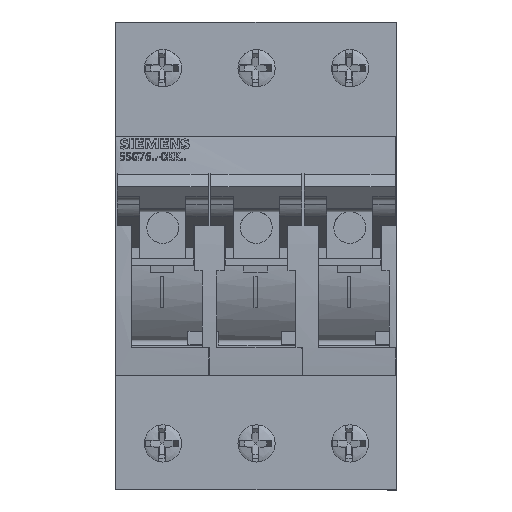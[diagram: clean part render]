
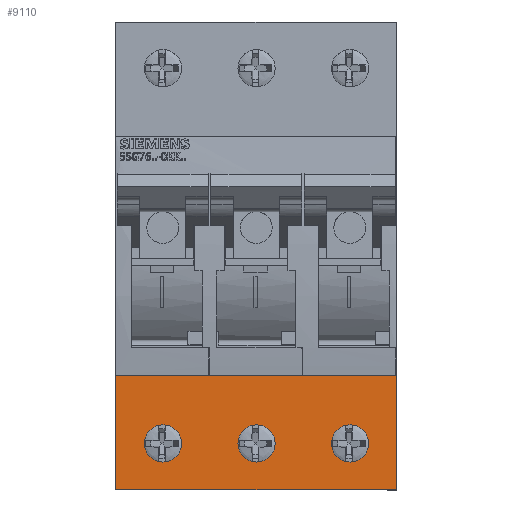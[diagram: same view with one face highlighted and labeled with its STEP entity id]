
A CAD part, top view. The second image highlights one B-rep face of the part: STEP entity #9110.
In plain terms, the highlighted planar face has unit normal (0, 0, 1).
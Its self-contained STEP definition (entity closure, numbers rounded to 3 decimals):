
#1217=FACE_BOUND('',#12836,.T.);
#1218=FACE_BOUND('',#12837,.T.);
#1219=FACE_BOUND('',#12838,.T.);
#1220=FACE_BOUND('',#12839,.T.);
#1293=CIRCLE('',#27349,3.5);
#1637=CIRCLE('',#28317,3.5);
#1831=CIRCLE('',#29022,3.5);
#1832=CIRCLE('',#29024,3.5);
#1833=CIRCLE('',#29025,3.5);
#1834=CIRCLE('',#29026,3.5);
#2304=LINE('',#37556,#5188);
#4745=LINE('',#43611,#7629);
#4889=LINE('',#44278,#7773);
#4971=LINE('',#45159,#7863);
#5188=VECTOR('',#29596,1.);
#7629=VECTOR('',#35109,1.);
#7773=VECTOR('',#35401,1.);
#7863=VECTOR('',#35747,1.);
#9110=ADVANCED_FACE('4567',(#1217,#1218,#1219,#1220),#10250,.T.);
#10250=PLANE('',#29027);
#12836=EDGE_LOOP('',(#20198,#20199));
#12837=EDGE_LOOP('',(#20200,#20201));
#12838=EDGE_LOOP('',(#20202,#20203));
#12839=EDGE_LOOP('',(#20204,#20205,#20206,#20207));
#20198=ORIENTED_EDGE('',*,*,#25545,.F.);
#20199=ORIENTED_EDGE('',*,*,#26841,.F.);
#20200=ORIENTED_EDGE('',*,*,#23648,.F.);
#20201=ORIENTED_EDGE('',*,*,#26842,.F.);
#20202=ORIENTED_EDGE('',*,*,#26843,.F.);
#20203=ORIENTED_EDGE('',*,*,#26840,.F.);
#20204=ORIENTED_EDGE('',*,*,#23428,.F.);
#20205=ORIENTED_EDGE('',*,*,#26445,.T.);
#20206=ORIENTED_EDGE('',*,*,#26662,.T.);
#20207=ORIENTED_EDGE('',*,*,#26844,.T.);
#20851=VERTEX_POINT('',#37555);
#20852=VERTEX_POINT('',#37557);
#21033=VERTEX_POINT('',#37999);
#21035=VERTEX_POINT('',#38003);
#22302=VERTEX_POINT('',#41821);
#22303=VERTEX_POINT('',#41823);
#22817=VERTEX_POINT('',#43610);
#22958=VERTEX_POINT('',#44277);
#23039=VERTEX_POINT('',#45151);
#23040=VERTEX_POINT('',#45153);
#23428=EDGE_CURVE('3848',#20851,#20852,#2304,.T.);
#23648=EDGE_CURVE('3821',#21035,#21033,#1293,.T.);
#25545=EDGE_CURVE('',#22303,#22302,#1637,.T.);
#26445=EDGE_CURVE('3847',#20851,#22817,#4745,.T.);
#26662=EDGE_CURVE('',#22817,#22958,#4889,.T.);
#26840=EDGE_CURVE('',#23040,#23039,#1831,.T.);
#26841=EDGE_CURVE('',#22302,#22303,#1832,.T.);
#26842=EDGE_CURVE('3821',#21033,#21035,#1833,.T.);
#26843=EDGE_CURVE('',#23039,#23040,#1834,.T.);
#26844=EDGE_CURVE('',#22958,#20852,#4971,.T.);
#27349=AXIS2_PLACEMENT_3D('',#38004,#29905,#29906);
#28317=AXIS2_PLACEMENT_3D('',#41824,#33367,#33368);
#29022=AXIS2_PLACEMENT_3D('',#45154,#35737,#35738);
#29024=AXIS2_PLACEMENT_3D('',#45156,#35741,#35742);
#29025=AXIS2_PLACEMENT_3D('',#45157,#35743,#35744);
#29026=AXIS2_PLACEMENT_3D('',#45158,#35745,#35746);
#29027=AXIS2_PLACEMENT_3D('',#45160,#35748,#35749);
#29596=DIRECTION('',(0.,-1.,0.));
#29905=DIRECTION('',(0.,0.,1.));
#29906=DIRECTION('',(0.,-1.,0.));
#33367=DIRECTION('',(0.,0.,1.));
#33368=DIRECTION('',(0.,-1.,0.));
#35109=DIRECTION('',(-1.,0.,0.));
#35401=DIRECTION('',(0.,-1.,0.));
#35737=DIRECTION('',(0.,0.,1.));
#35738=DIRECTION('',(0.,1.,0.));
#35741=DIRECTION('',(0.,0.,1.));
#35742=DIRECTION('',(0.,-1.,0.));
#35743=DIRECTION('',(0.,0.,1.));
#35744=DIRECTION('',(0.,-1.,0.));
#35745=DIRECTION('',(0.,0.,1.));
#35746=DIRECTION('',(0.,1.,0.));
#35747=DIRECTION('',(1.,0.,0.));
#35748=DIRECTION('',(0.,0.,1.));
#35749=DIRECTION('',(1.,0.,0.));
#37555=CARTESIAN_POINT('',(52.8,21.5,48.7));
#37556=CARTESIAN_POINT('',(52.8,21.5,48.7));
#37557=CARTESIAN_POINT('',(52.8,0.,48.7));
#37999=CARTESIAN_POINT('',(44.1,12.2,48.7));
#38003=CARTESIAN_POINT('',(44.1,5.2,48.7));
#38004=CARTESIAN_POINT('',(44.1,8.7,48.7));
#41821=CARTESIAN_POINT('',(26.5,12.2,48.7));
#41823=CARTESIAN_POINT('',(26.5,5.2,48.7));
#41824=CARTESIAN_POINT('',(26.5,8.7,48.7));
#43610=CARTESIAN_POINT('',(0.,21.5,48.7));
#43611=CARTESIAN_POINT('',(13.6,21.5,48.7));
#44277=CARTESIAN_POINT('',(0.,0.,48.7));
#44278=CARTESIAN_POINT('',(0.,21.5,48.7));
#45151=CARTESIAN_POINT('',(8.9,12.2,48.7));
#45153=CARTESIAN_POINT('',(8.9,5.2,48.7));
#45154=CARTESIAN_POINT('',(8.9,8.7,48.7));
#45156=CARTESIAN_POINT('',(26.5,8.7,48.7));
#45157=CARTESIAN_POINT('',(44.1,8.7,48.7));
#45158=CARTESIAN_POINT('',(8.9,8.7,48.7));
#45159=CARTESIAN_POINT('',(13.6,0.,48.7));
#45160=CARTESIAN_POINT('',(13.6,21.5,48.7));
